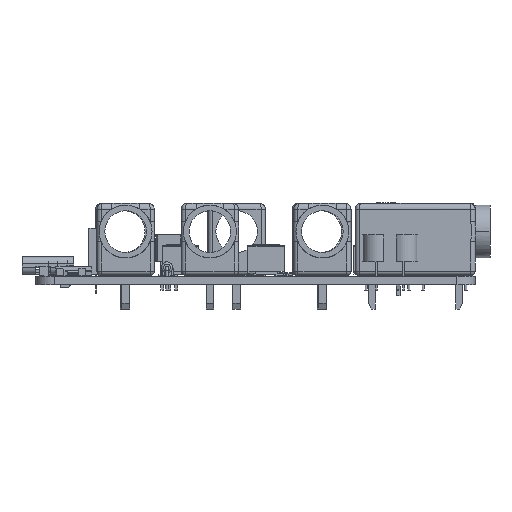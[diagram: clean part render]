
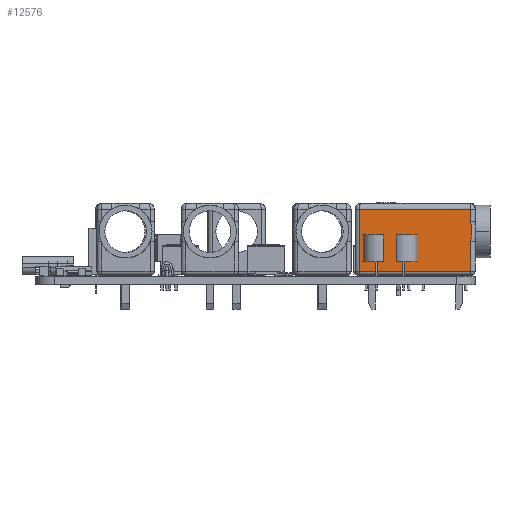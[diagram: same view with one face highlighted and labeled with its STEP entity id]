
A CAD part, left-side view. The second image highlights one B-rep face of the part: STEP entity #12576.
In plain terms, the highlighted face is planar.
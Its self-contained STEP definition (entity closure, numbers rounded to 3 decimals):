
#12576 = ADVANCED_FACE('',(#12577),#12634,.F.);
#12577 = FACE_BOUND('',#12578,.T.);
#12578 = EDGE_LOOP('',(#12579,#12589,#12597,#12605,#12613,#12621));
#12579 = ORIENTED_EDGE('',*,*,#12580,.T.);
#12580 = EDGE_CURVE('',#12581,#12583,#12585,.T.);
#12581 = VERTEX_POINT('',#12582);
#12582 = CARTESIAN_POINT('',(5.1,3.18,-9.925));
#12583 = VERTEX_POINT('',#12584);
#12584 = CARTESIAN_POINT('',(5.1,5.4,-9.925));
#12585 = LINE('',#12586,#12587);
#12586 = CARTESIAN_POINT('',(5.1,0.,-9.925));
#12587 = VECTOR('',#12588,1.);
#12588 = DIRECTION('',(0.,1.,-0.));
#12589 = ORIENTED_EDGE('',*,*,#12590,.T.);
#12590 = EDGE_CURVE('',#12583,#12591,#12593,.T.);
#12591 = VERTEX_POINT('',#12592);
#12592 = CARTESIAN_POINT('',(5.1,5.4,9.925));
#12593 = LINE('',#12594,#12595);
#12594 = CARTESIAN_POINT('',(5.1,5.4,0.));
#12595 = VECTOR('',#12596,1.);
#12596 = DIRECTION('',(0.,0.,1.));
#12597 = ORIENTED_EDGE('',*,*,#12598,.T.);
#12598 = EDGE_CURVE('',#12591,#12599,#12601,.T.);
#12599 = VERTEX_POINT('',#12600);
#12600 = CARTESIAN_POINT('',(5.1,-5.65,9.925));
#12601 = LINE('',#12602,#12603);
#12602 = CARTESIAN_POINT('',(5.1,0.,9.925));
#12603 = VECTOR('',#12604,1.);
#12604 = DIRECTION('',(0.,-1.,0.));
#12605 = ORIENTED_EDGE('',*,*,#12606,.T.);
#12606 = EDGE_CURVE('',#12599,#12607,#12609,.T.);
#12607 = VERTEX_POINT('',#12608);
#12608 = CARTESIAN_POINT('',(5.1,-5.65,-9.925));
#12609 = LINE('',#12610,#12611);
#12610 = CARTESIAN_POINT('',(5.1,-5.65,0.));
#12611 = VECTOR('',#12612,1.);
#12612 = DIRECTION('',(0.,0.,-1.));
#12613 = ORIENTED_EDGE('',*,*,#12614,.T.);
#12614 = EDGE_CURVE('',#12607,#12615,#12617,.T.);
#12615 = VERTEX_POINT('',#12616);
#12616 = CARTESIAN_POINT('',(5.1,-0.38,-9.925));
#12617 = LINE('',#12618,#12619);
#12618 = CARTESIAN_POINT('',(5.1,0.,-9.925));
#12619 = VECTOR('',#12620,1.);
#12620 = DIRECTION('',(0.,1.,-0.));
#12621 = ORIENTED_EDGE('',*,*,#12622,.T.);
#12622 = EDGE_CURVE('',#12615,#12581,#12623,.T.);
#12623 = B_SPLINE_CURVE_WITH_KNOTS('',3,(#12624,#12625,#12626,#12627,
    #12628,#12629,#12630,#12631,#12632,#12633),.UNSPECIFIED.,.F.,.F.,(4,
    2,2,2,4),(0.,0.001,0.002,0.003
    ,0.004),.UNSPECIFIED.);
#12624 = CARTESIAN_POINT('',(5.1,-0.38,-9.925));
#12625 = CARTESIAN_POINT('',(5.1,-0.083,-9.925));
#12626 = CARTESIAN_POINT('',(5.1,0.213,-9.949));
#12627 = CARTESIAN_POINT('',(5.1,0.806,-9.993));
#12628 = CARTESIAN_POINT('',(5.1,1.102,-10.012));
#12629 = CARTESIAN_POINT('',(5.1,1.696,-10.012));
#12630 = CARTESIAN_POINT('',(5.1,1.993,-9.993));
#12631 = CARTESIAN_POINT('',(5.1,2.586,-9.95));
#12632 = CARTESIAN_POINT('',(5.1,2.882,-9.925));
#12633 = CARTESIAN_POINT('',(5.1,3.18,-9.925));
#12634 = PLANE('',#12635);
#12635 = AXIS2_PLACEMENT_3D('',#12636,#12637,#12638);
#12636 = CARTESIAN_POINT('',(5.1,0.,0.));
#12637 = DIRECTION('',(-1.,0.,0.));
#12638 = DIRECTION('',(0.,0.,1.));
